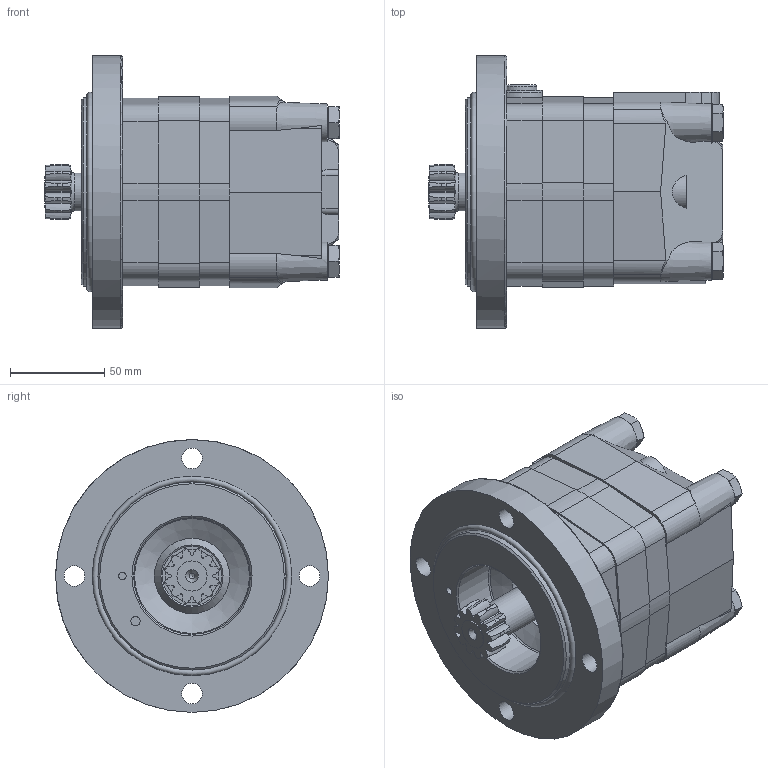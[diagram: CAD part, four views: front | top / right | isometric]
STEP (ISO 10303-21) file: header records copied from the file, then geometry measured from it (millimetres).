
FILE_DESCRIPTION(/* description */ ('STEP AP214'),/* implementation_level */ '2;1');
FILE_NAME(/* name */ 'MSS125P_4',/* time_stamp */ '2023-02-02T13:23:50+01:00',/* author */ ('License CC BY-ND 4.0'),/* organization */ ('CADENAS'),/* preprocessor_version */ 'ST-DEVELOPER v18.102',/* originating_system */ 'PARTsolutions',/* authorisation */ ' ');
FILE_SCHEMA (('AUTOMOTIVE_DESIGN {1 0 10303 214 3 1 1}'));
Length unit declared in the file: millimetre
Products named in the file (6): MSS125P/4; Hexagon bolt DIN 931-1 M10x1130; MS-P; MS-VP; MS125S-D; MSS-MF
Assembly tree (8 placements, depth 2):
  MSS125P/4
    Hexagon bolt DIN 931-1 M10x1130  x4
    MS-P
    MS-VP
    MS125S-D
    MSS-MF
Bounding box: 156.73 x 145 x 145 mm (x, y, z)
Volume: 1247499 mm3; surface area: 187908.8 mm2
Topology: 8 solids, 8 shells, 420 faces, 1073 edges, 699 vertices
Faces by surface type: plane 152, cylinder 150, cone 90, torus 16, sphere 12
Full cylindrical faces by diameter (mm): 2.2 x4, 3.15 x1, 4 x1, 5 x1, 8.376 x6, 10 x4, 10.1 x6, 10.5 x8, 10.7 x4, 11 x4, 16 x5, 16.9 x1, 18 x1, 18.631 x2, 20 x1, 21 x1, 28 x1, 40 x1, 62 x1, 100 x1, 145 x1
Entity records: 11225 total; most frequent: CARTESIAN_POINT 2442, DIRECTION 1810, ORIENTED_EDGE 1704, EDGE_CURVE 852, AXIS2_PLACEMENT_3D 766, VERTEX_POINT 616, FACE_BOUND 510, EDGE_LOOP 501
